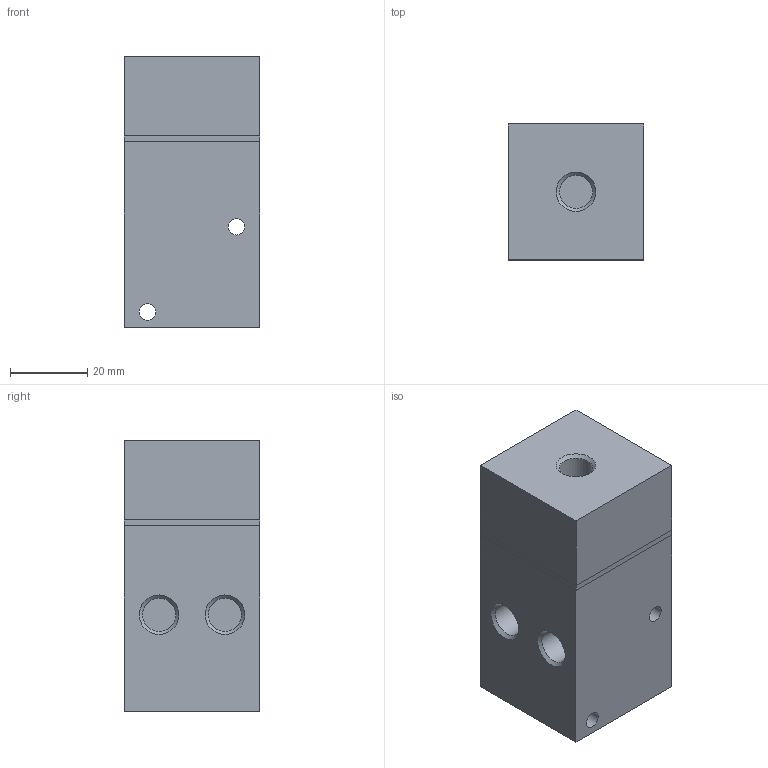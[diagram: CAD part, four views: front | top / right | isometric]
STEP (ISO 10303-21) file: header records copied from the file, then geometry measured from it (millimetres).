
FILE_DESCRIPTION((''),'2;1');
FILE_NAME('778_52_11_1.stp','2008-02-25T14:17:18',('rivolro1'),(''),'Autodesk Inventor 2008','Autodesk Inventor 2008','');
FILE_SCHEMA(('AUTOMOTIVE_DESIGN { 1 0 10303 214 1 1 1 1 }'));
Length unit declared in the file: millimetre
Products named in the file (1): 778_52_11_1
Bounding box: 35 x 35 x 70 mm (x, y, z)
Volume: 81788.9 mm3; surface area: 14414.4 mm2
Topology: 1 solids, 1 shells, 36 faces, 72 edges, 46 vertices
Faces by surface type: bspline 18, plane 16, cylinder 2
Full cylindrical faces by diameter (mm): 4.25 x2
Entity records: 1081 total; most frequent: CARTESIAN_POINT 363, DIRECTION 118, ORIENTED_EDGE 116, EDGE_LOOP 62, EDGE_CURVE 58, VERTEX_POINT 46, AXIS2_PLACEMENT_3D 41, FACE_OUTER_BOUND 36
